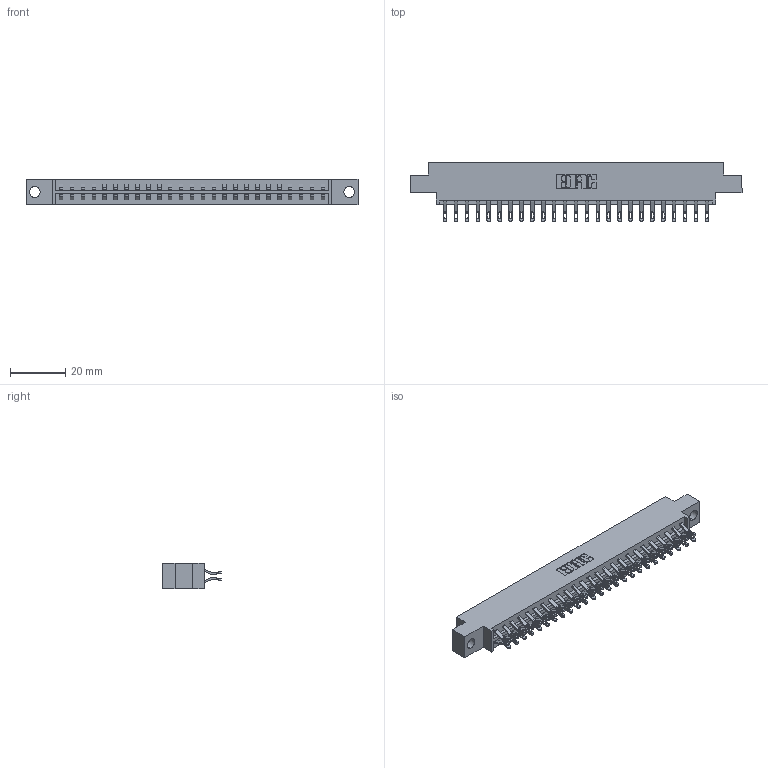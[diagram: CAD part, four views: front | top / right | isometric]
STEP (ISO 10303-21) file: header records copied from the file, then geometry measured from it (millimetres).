
FILE_DESCRIPTION (( 'STEP AP203' ), '1' );
FILE_NAME ('333-050-555-804.STEP', '2018-08-04T01:16:35', ( '' ), ( '' ), 'SwSTEP 2.0', 'SolidWorks 2016', '' );
FILE_SCHEMA (( 'CONFIG_CONTROL_DESIGN' ));
Length unit declared in the file: inch
Products named in the file (3): 333 Part_Offset - .156 Dia - TH; 345-292-001_555 Tail; 333-050-555-804
Assembly tree (51 placements, depth 2):
  333-050-555-804
    333 Part_Offset - .156 Dia - TH
    345-292-001_555 Tail  x50
Bounding box: 120.6 x 21.47 x 9.4 mm (x, y, z)
Volume: 11982.9 mm3; surface area: 14546.7 mm2
Topology: 51 solids, 51 shells, 3018 faces, 9473 edges, 6314 vertices
Faces by surface type: plane 1774, cylinder 1244
Entity records: 18743 total; most frequent: CARTESIAN_POINT 3164, ORIENTED_EDGE 3070, DIRECTION 2703, EDGE_CURVE 1535, VECTOR 1387, LINE 1387, VERTEX_POINT 1022, AXIS2_PLACEMENT_3D 658
